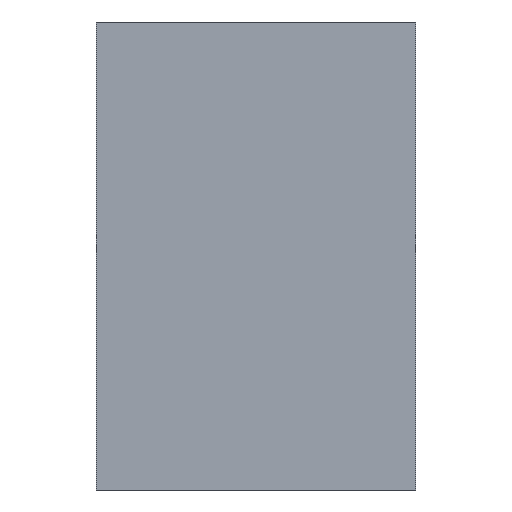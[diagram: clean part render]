
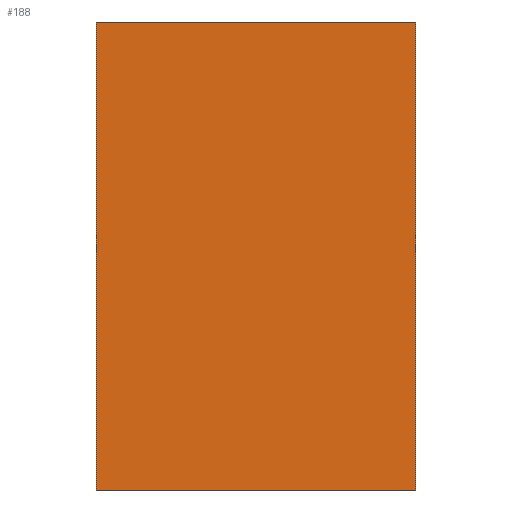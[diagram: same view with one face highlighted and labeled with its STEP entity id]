
A CAD part, left-side view. The second image highlights one B-rep face of the part: STEP entity #188.
In plain terms, the highlighted planar face has unit normal (-1, 0, 0).
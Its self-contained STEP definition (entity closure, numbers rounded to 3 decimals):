
#36 = VECTOR ( 'NONE', #537, 1000. ) ;
#72 = ORIENTED_EDGE ( 'NONE', *, *, #352, .T. ) ;
#113 = CARTESIAN_POINT ( 'NONE',  ( -0.8, 0., -0.41 ) ) ;
#116 = CARTESIAN_POINT ( 'NONE',  ( -0.8, 0.56, 0.41 ) ) ;
#171 = ORIENTED_EDGE ( 'NONE', *, *, #385, .T. ) ;
#188 = ADVANCED_FACE ( 'NONE', ( #536 ), #365, .F. ) ;
#237 = CARTESIAN_POINT ( 'NONE',  ( -0.8, 0., 0.41 ) ) ;
#291 = CARTESIAN_POINT ( 'NONE',  ( -0.8, 0., 0.41 ) ) ;
#300 = CARTESIAN_POINT ( 'NONE',  ( -0.8, 0.56, 0.41 ) ) ;
#302 = LINE ( 'NONE', #611, #580 ) ;
#329 = VERTEX_POINT ( 'NONE', #674 ) ;
#352 = EDGE_CURVE ( 'NONE', #954, #329, #671, .T. ) ;
#365 = PLANE ( 'NONE',  #596 ) ;
#372 = VECTOR ( 'NONE', #451, 1000. ) ;
#385 = EDGE_CURVE ( 'NONE', #329, #455, #749, .T. ) ;
#429 = VERTEX_POINT ( 'NONE', #607 ) ;
#437 = DIRECTION ( 'NONE',  ( 1., 0., 0. ) ) ;
#451 = DIRECTION ( 'NONE',  ( 0., 0., -1. ) ) ;
#455 = VERTEX_POINT ( 'NONE', #113 ) ;
#464 = EDGE_CURVE ( 'NONE', #429, #455, #302, .T. ) ;
#477 = EDGE_LOOP ( 'NONE', ( #171, #618, #553, #72 ) ) ;
#481 = EDGE_CURVE ( 'NONE', #954, #429, #613, .T. ) ;
#515 = CARTESIAN_POINT ( 'NONE',  ( -0.8, 0., -0.41 ) ) ;
#536 = FACE_OUTER_BOUND ( 'NONE', #477, .T. ) ;
#537 = DIRECTION ( 'NONE',  ( 0., -1., 0. ) ) ;
#546 = VECTOR ( 'NONE', #685, 1000. ) ;
#553 = ORIENTED_EDGE ( 'NONE', *, *, #481, .F. ) ;
#580 = VECTOR ( 'NONE', #908, 1000. ) ;
#596 = AXIS2_PLACEMENT_3D ( 'NONE', #291, #437, #798 ) ;
#607 = CARTESIAN_POINT ( 'NONE',  ( -0.8, 0., 0.41 ) ) ;
#611 = CARTESIAN_POINT ( 'NONE',  ( -0.8, 0., 0.41 ) ) ;
#613 = LINE ( 'NONE', #237, #36 ) ;
#618 = ORIENTED_EDGE ( 'NONE', *, *, #464, .F. ) ;
#671 = LINE ( 'NONE', #300, #372 ) ;
#674 = CARTESIAN_POINT ( 'NONE',  ( -0.8, 0.56, -0.41 ) ) ;
#685 = DIRECTION ( 'NONE',  ( 0., -1., 0. ) ) ;
#749 = LINE ( 'NONE', #515, #546 ) ;
#798 = DIRECTION ( 'NONE',  ( 0., 0., -1. ) ) ;
#908 = DIRECTION ( 'NONE',  ( 0., 0., -1. ) ) ;
#954 = VERTEX_POINT ( 'NONE', #116 ) ;
